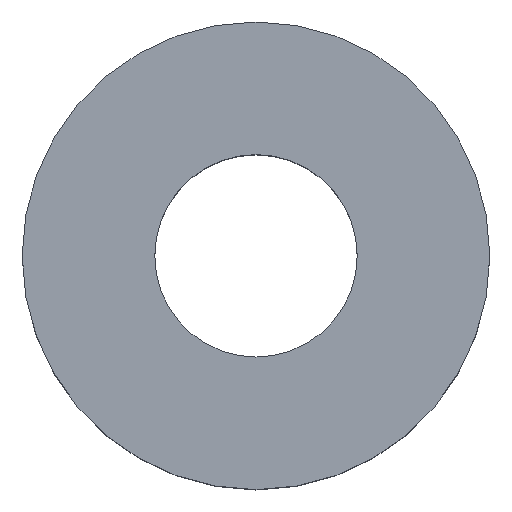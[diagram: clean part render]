
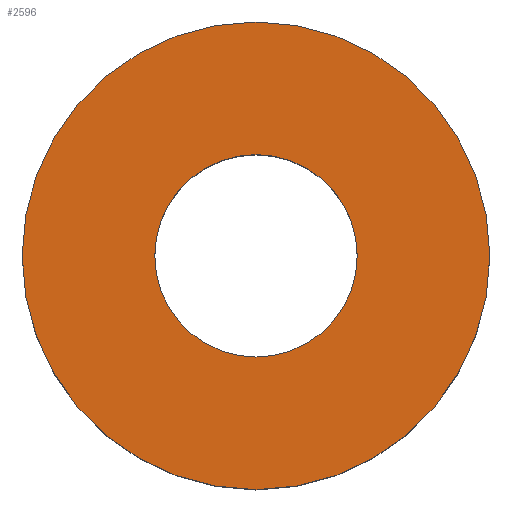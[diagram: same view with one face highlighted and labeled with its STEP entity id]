
A CAD part, top view. The second image highlights one B-rep face of the part: STEP entity #2596.
In plain terms, the highlighted planar face has unit normal (0, 0, 1).
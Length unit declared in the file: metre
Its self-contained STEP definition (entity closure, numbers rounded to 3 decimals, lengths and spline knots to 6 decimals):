
#47=PLANE('',#2941);
#1079=ORIENTED_EDGE('',*,*,#1605,.F.);
#1080=ORIENTED_EDGE('',*,*,#1604,.T.);
#1604=EDGE_CURVE('',#1868,#1868,#2068,.T.);
#1605=EDGE_CURVE('',#1869,#1869,#2069,.T.);
#1868=VERTEX_POINT('',#4597);
#1869=VERTEX_POINT('',#4600);
#2068=CIRCLE('',#2940,0.014089);
#2069=CIRCLE('',#2942,0.0061);
#2208=EDGE_LOOP('',(#1079));
#2209=EDGE_LOOP('',(#1080));
#2354=FACE_BOUND('',#2208,.T.);
#2355=FACE_BOUND('',#2209,.T.);
#2596=ADVANCED_FACE('',(#2354,#2355),#47,.T.);
#2940=AXIS2_PLACEMENT_3D('',#4596,#3796,#3797);
#2941=AXIS2_PLACEMENT_3D('',#4598,#3798,#3799);
#2942=AXIS2_PLACEMENT_3D('',#4599,#3800,#3801);
#3796=DIRECTION('',(0.,0.,1.));
#3797=DIRECTION('',(1.,0.,0.));
#3798=DIRECTION('',(0.,0.,1.));
#3799=DIRECTION('',(1.,0.,0.));
#3800=DIRECTION('',(0.,0.,1.));
#3801=DIRECTION('',(1.,0.,0.));
#4596=CARTESIAN_POINT('',(0.,0.,0.006125));
#4597=CARTESIAN_POINT('',(0.014089,0.,0.006125));
#4598=CARTESIAN_POINT('',(0.,0.,0.006125));
#4599=CARTESIAN_POINT('',(0.,0.,0.006125));
#4600=CARTESIAN_POINT('',(0.0061,0.,0.006125));
